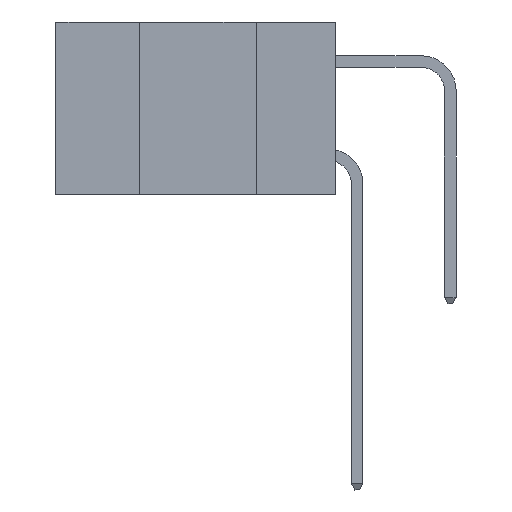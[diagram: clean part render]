
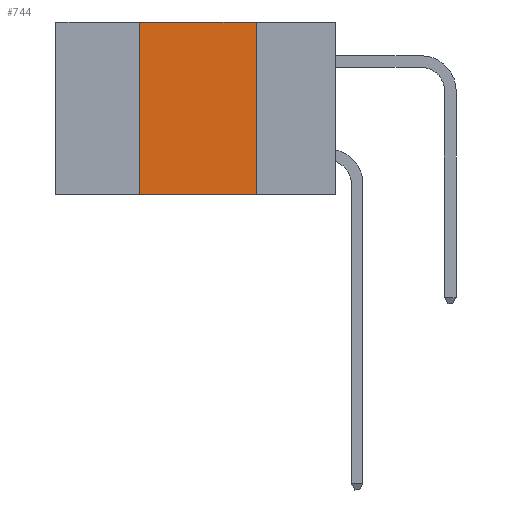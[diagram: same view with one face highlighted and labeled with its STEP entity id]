
A CAD part, left-side view. The second image highlights one B-rep face of the part: STEP entity #744.
In plain terms, the highlighted planar face has unit normal (-1, 0, 0).
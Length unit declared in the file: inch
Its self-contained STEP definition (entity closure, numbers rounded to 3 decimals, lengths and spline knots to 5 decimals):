
#528 = PLANE ( 'NONE',  #8139 ) ;
#744 = ADVANCED_FACE ( 'NONE', ( #25210 ), #528, .F. ) ;
#1228 = LINE ( 'NONE', #5489, #20138 ) ;
#1499 = DIRECTION ( 'NONE',  ( 0., 0., -1. ) ) ;
#2849 = DIRECTION ( 'NONE',  ( 0., 0., -1. ) ) ;
#3083 = EDGE_LOOP ( 'NONE', ( #9473, #19738, #12915, #23460 ) ) ;
#3364 = VECTOR ( 'NONE', #18841, 39.37008 ) ;
#4408 = EDGE_CURVE ( 'NONE', #23858, #7566, #23774, .T. ) ;
#4690 = DIRECTION ( 'NONE',  ( 1., 0., 0. ) ) ;
#5489 = CARTESIAN_POINT ( 'NONE',  ( 0., 0.42, 0. ) ) ;
#6724 = CARTESIAN_POINT ( 'NONE',  ( 0., 0.6, 0. ) ) ;
#7566 = VERTEX_POINT ( 'NONE', #15546 ) ;
#7958 = LINE ( 'NONE', #9697, #3364 ) ;
#7973 = VECTOR ( 'NONE', #1499, 39.37008 ) ;
#8139 = AXIS2_PLACEMENT_3D ( 'NONE', #6724, #4690, #2849 ) ;
#9108 = EDGE_CURVE ( 'NONE', #11334, #24907, #1228, .T. ) ;
#9473 = ORIENTED_EDGE ( 'NONE', *, *, #4408, .F. ) ;
#9654 = CARTESIAN_POINT ( 'NONE',  ( 0., 0.17, 0. ) ) ;
#9697 = CARTESIAN_POINT ( 'NONE',  ( 0., 0.6, -0.37 ) ) ;
#9733 = EDGE_CURVE ( 'NONE', #11334, #7566, #7958, .T. ) ;
#11149 = LINE ( 'NONE', #15540, #17339 ) ;
#11334 = VERTEX_POINT ( 'NONE', #19413 ) ;
#12915 = ORIENTED_EDGE ( 'NONE', *, *, #9108, .F. ) ;
#13290 = DIRECTION ( 'NONE',  ( 0., -1., 0. ) ) ;
#13478 = CARTESIAN_POINT ( 'NONE',  ( 0., 0.17, 0. ) ) ;
#15540 = CARTESIAN_POINT ( 'NONE',  ( 0., 0.6, 0. ) ) ;
#15546 = CARTESIAN_POINT ( 'NONE',  ( 0., 0.17, -0.37 ) ) ;
#17339 = VECTOR ( 'NONE', #13290, 39.37008 ) ;
#18841 = DIRECTION ( 'NONE',  ( 0., -1., 0. ) ) ;
#19413 = CARTESIAN_POINT ( 'NONE',  ( 0., 0.42, -0.37 ) ) ;
#19738 = ORIENTED_EDGE ( 'NONE', *, *, #25475, .F. ) ;
#20138 = VECTOR ( 'NONE', #25108, 39.37008 ) ;
#22417 = CARTESIAN_POINT ( 'NONE',  ( 0., 0.42, 0. ) ) ;
#23460 = ORIENTED_EDGE ( 'NONE', *, *, #9733, .T. ) ;
#23774 = LINE ( 'NONE', #9654, #7973 ) ;
#23858 = VERTEX_POINT ( 'NONE', #13478 ) ;
#24907 = VERTEX_POINT ( 'NONE', #22417 ) ;
#25108 = DIRECTION ( 'NONE',  ( 0., 0., 1. ) ) ;
#25210 = FACE_OUTER_BOUND ( 'NONE', #3083, .T. ) ;
#25475 = EDGE_CURVE ( 'NONE', #24907, #23858, #11149, .T. ) ;
